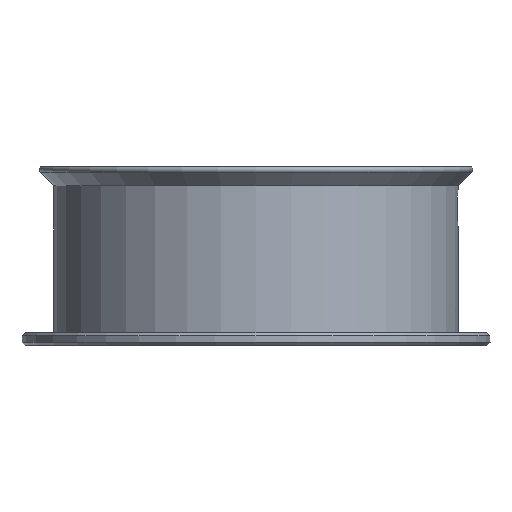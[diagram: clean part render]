
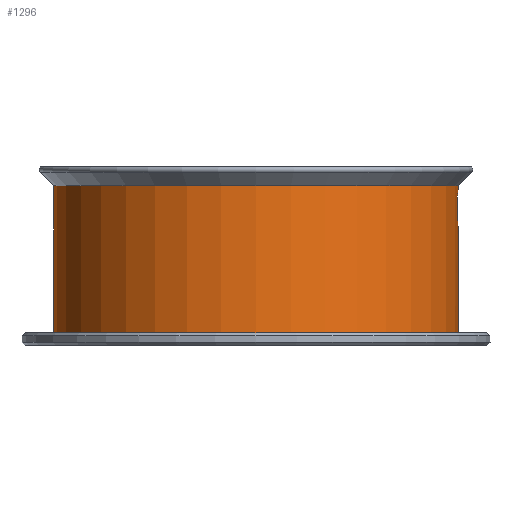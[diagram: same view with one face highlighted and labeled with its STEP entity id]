
A CAD part, left-side view. The second image highlights one B-rep face of the part: STEP entity #1296.
In plain terms, the highlighted cylindrical face has radius 31.625 mm (diameter 63.25 mm), a full revolution.
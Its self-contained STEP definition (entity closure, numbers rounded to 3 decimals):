
#48=B_SPLINE_CURVE_WITH_KNOTS('',3,(#2336,#2337,#2338,#2339,#2340,#2341,
#2342,#2343,#2344,#2345),.UNSPECIFIED.,.F.,.F.,(4,2,2,2,4),(-1.357,
-1.244,-1.131,-1.018,-0.905),
 .UNSPECIFIED.);
#49=B_SPLINE_CURVE_WITH_KNOTS('',3,(#2347,#2348,#2349,#2350,#2351,#2352,
#2353,#2354,#2355,#2356),.UNSPECIFIED.,.F.,.F.,(4,2,2,2,4),(-0.905,
-0.792,-0.678,-0.565,-0.452),
 .UNSPECIFIED.);
#50=B_SPLINE_CURVE_WITH_KNOTS('',3,(#2361,#2362,#2363,#2364,#2365,#2366,
#2367,#2368,#2369,#2370),.UNSPECIFIED.,.F.,.F.,(4,2,2,2,4),(-0.452,
-0.339,-0.226,-0.113,0.),
 .UNSPECIFIED.);
#51=B_SPLINE_CURVE_WITH_KNOTS('',3,(#2371,#2372,#2373,#2374,#2375,#2376,
#2377,#2378,#2379,#2380),.UNSPECIFIED.,.F.,.F.,(4,2,2,2,4),(-1.809,
-1.696,-1.583,-1.47,-1.357),
 .UNSPECIFIED.);
#60=CYLINDRICAL_SURFACE('',#1412,31.625);
#117=CIRCLE('',#1413,31.625);
#118=CIRCLE('',#1414,31.625);
#190=FACE_OUTER_BOUND('',#274,.T.);
#274=EDGE_LOOP('',(#959,#960,#961,#962,#963,#964,#965,#966,#967,#968));
#381=LINE('',#2334,#483);
#382=LINE('',#2358,#484);
#483=VECTOR('',#1651,31.625);
#484=VECTOR('',#1652,31.625);
#601=VERTEX_POINT('',#2331);
#602=VERTEX_POINT('',#2333);
#603=VERTEX_POINT('',#2335);
#604=VERTEX_POINT('',#2346);
#605=VERTEX_POINT('',#2357);
#606=VERTEX_POINT('',#2360);
#733=EDGE_CURVE('',#601,#601,#117,.T.);
#734=EDGE_CURVE('',#601,#602,#381,.T.);
#735=EDGE_CURVE('',#603,#602,#48,.F.);
#736=EDGE_CURVE('',#604,#603,#49,.F.);
#737=EDGE_CURVE('',#604,#605,#382,.T.);
#738=EDGE_CURVE('',#605,#605,#118,.T.);
#739=EDGE_CURVE('',#606,#604,#50,.F.);
#740=EDGE_CURVE('',#602,#606,#51,.F.);
#959=ORIENTED_EDGE('',*,*,#733,.F.);
#960=ORIENTED_EDGE('',*,*,#734,.T.);
#961=ORIENTED_EDGE('',*,*,#735,.F.);
#962=ORIENTED_EDGE('',*,*,#736,.F.);
#963=ORIENTED_EDGE('',*,*,#737,.T.);
#964=ORIENTED_EDGE('',*,*,#738,.T.);
#965=ORIENTED_EDGE('',*,*,#737,.F.);
#966=ORIENTED_EDGE('',*,*,#739,.F.);
#967=ORIENTED_EDGE('',*,*,#740,.F.);
#968=ORIENTED_EDGE('',*,*,#734,.F.);
#1296=ADVANCED_FACE('',(#190),#60,.T.);
#1412=AXIS2_PLACEMENT_3D('',#2330,#1647,#1648);
#1413=AXIS2_PLACEMENT_3D('',#2332,#1649,#1650);
#1414=AXIS2_PLACEMENT_3D('',#2359,#1653,#1654);
#1647=DIRECTION('center_axis',(0.,0.,-1.));
#1648=DIRECTION('ref_axis',(0.,1.,0.));
#1649=DIRECTION('center_axis',(0.,0.,-1.));
#1650=DIRECTION('ref_axis',(1.,0.,0.));
#1651=DIRECTION('',(0.,0.,1.));
#1652=DIRECTION('',(0.,0.,1.));
#1653=DIRECTION('center_axis',(0.,0.,-1.));
#1654=DIRECTION('ref_axis',(1.,0.,0.));
#2330=CARTESIAN_POINT('Origin',(0.,0.,13.5));
#2331=CARTESIAN_POINT('',(0.,-31.625,2.));
#2332=CARTESIAN_POINT('Origin',(0.,0.,2.));
#2333=CARTESIAN_POINT('',(0.,-31.625,18.5));
#2334=CARTESIAN_POINT('',(0.,-31.625,13.5));
#2335=CARTESIAN_POINT('',(-3.,-31.482,21.5));
#2336=CARTESIAN_POINT('Ctrl Pts',(0.,-31.625,
18.5));
#2337=CARTESIAN_POINT('Ctrl Pts',(-0.377,-31.625,
18.5));
#2338=CARTESIAN_POINT('Ctrl Pts',(-0.779,-31.618,
18.575));
#2339=CARTESIAN_POINT('Ctrl Pts',(-1.518,-31.591,18.882));
#2340=CARTESIAN_POINT('Ctrl Pts',(-1.855,-31.572,19.112));
#2341=CARTESIAN_POINT('Ctrl Pts',(-2.388,-31.536,19.645));
#2342=CARTESIAN_POINT('Ctrl Pts',(-2.618,-31.517,19.982));
#2343=CARTESIAN_POINT('Ctrl Pts',(-2.925,-31.49,20.721));
#2344=CARTESIAN_POINT('Ctrl Pts',(-3.,-31.482,21.123));
#2345=CARTESIAN_POINT('Ctrl Pts',(-3.,-31.482,21.5));
#2346=CARTESIAN_POINT('',(0.,-31.625,24.5));
#2347=CARTESIAN_POINT('Ctrl Pts',(-3.,-31.482,21.5));
#2348=CARTESIAN_POINT('Ctrl Pts',(-3.,-31.482,21.877));
#2349=CARTESIAN_POINT('Ctrl Pts',(-2.925,-31.49,22.279));
#2350=CARTESIAN_POINT('Ctrl Pts',(-2.618,-31.517,23.018));
#2351=CARTESIAN_POINT('Ctrl Pts',(-2.388,-31.536,23.355));
#2352=CARTESIAN_POINT('Ctrl Pts',(-1.855,-31.572,23.888));
#2353=CARTESIAN_POINT('Ctrl Pts',(-1.518,-31.591,24.118));
#2354=CARTESIAN_POINT('Ctrl Pts',(-0.779,-31.618,
24.425));
#2355=CARTESIAN_POINT('Ctrl Pts',(-0.377,-31.625,
24.5));
#2356=CARTESIAN_POINT('Ctrl Pts',(0.,-31.625,
24.5));
#2357=CARTESIAN_POINT('',(0.,-31.625,25.));
#2358=CARTESIAN_POINT('',(0.,-31.625,13.5));
#2359=CARTESIAN_POINT('Origin',(0.,0.,25.));
#2360=CARTESIAN_POINT('',(3.,-31.482,21.5));
#2361=CARTESIAN_POINT('Ctrl Pts',(0.,-31.625,
24.5));
#2362=CARTESIAN_POINT('Ctrl Pts',(0.377,-31.625,24.5));
#2363=CARTESIAN_POINT('Ctrl Pts',(0.779,-31.618,24.425));
#2364=CARTESIAN_POINT('Ctrl Pts',(1.518,-31.591,24.118));
#2365=CARTESIAN_POINT('Ctrl Pts',(1.855,-31.572,23.888));
#2366=CARTESIAN_POINT('Ctrl Pts',(2.388,-31.536,23.355));
#2367=CARTESIAN_POINT('Ctrl Pts',(2.618,-31.517,23.018));
#2368=CARTESIAN_POINT('Ctrl Pts',(2.925,-31.49,22.279));
#2369=CARTESIAN_POINT('Ctrl Pts',(3.,-31.482,21.877));
#2370=CARTESIAN_POINT('Ctrl Pts',(3.,-31.482,21.5));
#2371=CARTESIAN_POINT('Ctrl Pts',(3.,-31.482,21.5));
#2372=CARTESIAN_POINT('Ctrl Pts',(3.,-31.482,21.123));
#2373=CARTESIAN_POINT('Ctrl Pts',(2.925,-31.49,20.721));
#2374=CARTESIAN_POINT('Ctrl Pts',(2.618,-31.517,19.982));
#2375=CARTESIAN_POINT('Ctrl Pts',(2.388,-31.536,19.645));
#2376=CARTESIAN_POINT('Ctrl Pts',(1.855,-31.572,19.112));
#2377=CARTESIAN_POINT('Ctrl Pts',(1.518,-31.591,18.882));
#2378=CARTESIAN_POINT('Ctrl Pts',(0.779,-31.618,18.575));
#2379=CARTESIAN_POINT('Ctrl Pts',(0.377,-31.625,18.5));
#2380=CARTESIAN_POINT('Ctrl Pts',(0.,-31.625,
18.5));
